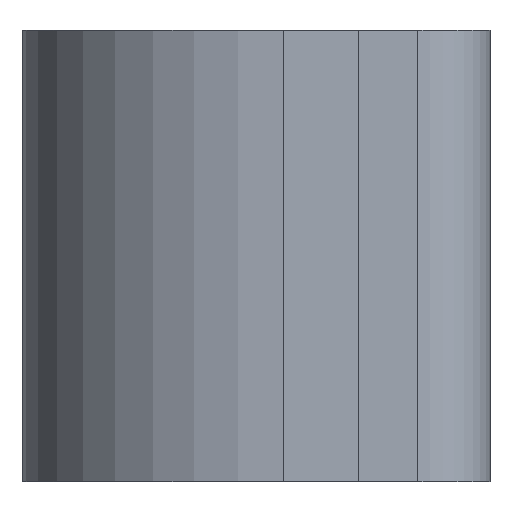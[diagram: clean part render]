
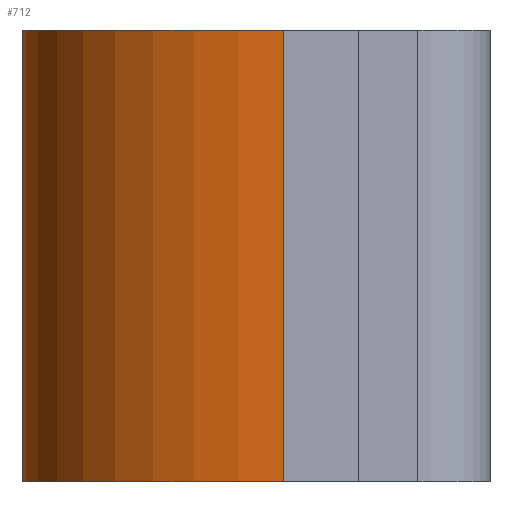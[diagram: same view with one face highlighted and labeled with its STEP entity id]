
A CAD part, left-side view. The second image highlights one B-rep face of the part: STEP entity #712.
In plain terms, the highlighted cylindrical face has radius 11.049 mm (diameter 22.098 mm), a partial arc.
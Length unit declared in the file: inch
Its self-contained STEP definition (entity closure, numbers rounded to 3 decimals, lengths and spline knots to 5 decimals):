
#14 = VECTOR ( 'NONE', #203, 39.37008 ) ;
#43 = CIRCLE ( 'NONE', #88, 0.435 ) ;
#87 = ORIENTED_EDGE ( 'NONE', *, *, #456, .T. ) ;
#88 = AXIS2_PLACEMENT_3D ( 'NONE', #274, #272, #268 ) ;
#94 = AXIS2_PLACEMENT_3D ( 'NONE', #442, #432, #385 ) ;
#113 = VERTEX_POINT ( 'NONE', #148 ) ;
#140 = CARTESIAN_POINT ( 'NONE',  ( -0.44, 0.343, 0.375 ) ) ;
#148 = CARTESIAN_POINT ( 'NONE',  ( -1.31, 0.343, -0.375 ) ) ;
#186 = CYLINDRICAL_SURFACE ( 'NONE', #652, 0.435 ) ;
#191 = DIRECTION ( 'NONE',  ( -1., 0., 0. ) ) ;
#203 = DIRECTION ( 'NONE',  ( 0., 0., -1. ) ) ;
#210 = CIRCLE ( 'NONE', #94, 0.435 ) ;
#212 = VECTOR ( 'NONE', #730, 39.37008 ) ;
#267 = CARTESIAN_POINT ( 'NONE',  ( -0.875, 0.343, 0.375 ) ) ;
#268 = DIRECTION ( 'NONE',  ( 1., 0., 0. ) ) ;
#272 = DIRECTION ( 'NONE',  ( 0., 0., -1. ) ) ;
#274 = CARTESIAN_POINT ( 'NONE',  ( -0.875, 0.343, 0.375 ) ) ;
#385 = DIRECTION ( 'NONE',  ( 1., 0., 0. ) ) ;
#388 = LINE ( 'NONE', #449, #14 ) ;
#416 = EDGE_CURVE ( 'NONE', #698, #525, #693, .T. ) ;
#430 = EDGE_CURVE ( 'NONE', #113, #525, #210, .T. ) ;
#432 = DIRECTION ( 'NONE',  ( 0., 0., -1. ) ) ;
#442 = CARTESIAN_POINT ( 'NONE',  ( -0.875, 0.343, -0.375 ) ) ;
#449 = CARTESIAN_POINT ( 'NONE',  ( -1.31, 0.343, 0.375 ) ) ;
#456 = EDGE_CURVE ( 'NONE', #532, #698, #43, .T. ) ;
#525 = VERTEX_POINT ( 'NONE', #701 ) ;
#532 = VERTEX_POINT ( 'NONE', #717 ) ;
#546 = ORIENTED_EDGE ( 'NONE', *, *, #430, .F. ) ;
#562 = ORIENTED_EDGE ( 'NONE', *, *, #416, .T. ) ;
#583 = DIRECTION ( 'NONE',  ( 0., 0., -1. ) ) ;
#652 = AXIS2_PLACEMENT_3D ( 'NONE', #267, #583, #191 ) ;
#693 = LINE ( 'NONE', #725, #212 ) ;
#698 = VERTEX_POINT ( 'NONE', #140 ) ;
#701 = CARTESIAN_POINT ( 'NONE',  ( -0.44, 0.343, -0.375 ) ) ;
#712 = ADVANCED_FACE ( 'NONE', ( #749 ), #186, .T. ) ;
#717 = CARTESIAN_POINT ( 'NONE',  ( -1.31, 0.343, 0.375 ) ) ;
#719 = ORIENTED_EDGE ( 'NONE', *, *, #765, .F. ) ;
#725 = CARTESIAN_POINT ( 'NONE',  ( -0.44, 0.343, 0.375 ) ) ;
#730 = DIRECTION ( 'NONE',  ( 0., 0., -1. ) ) ;
#737 = EDGE_LOOP ( 'NONE', ( #546, #719, #87, #562 ) ) ;
#749 = FACE_OUTER_BOUND ( 'NONE', #737, .T. ) ;
#765 = EDGE_CURVE ( 'NONE', #532, #113, #388, .T. ) ;
